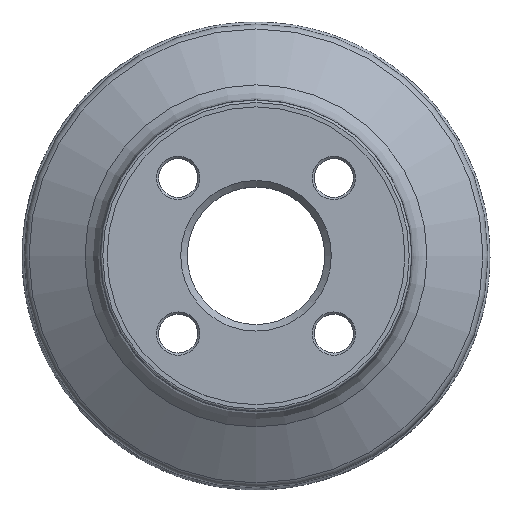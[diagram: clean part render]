
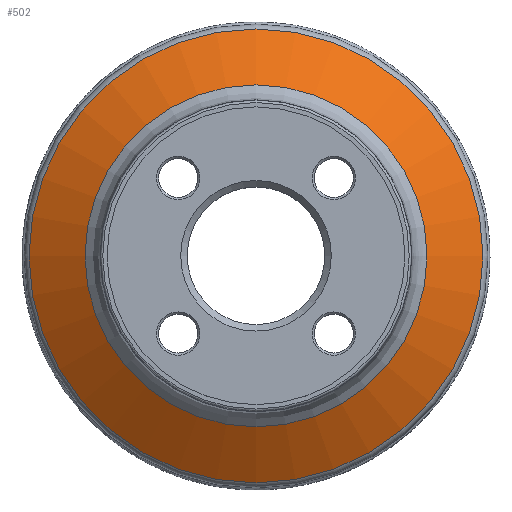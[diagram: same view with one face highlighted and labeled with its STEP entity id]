
A CAD part, top view. The second image highlights one B-rep face of the part: STEP entity #502.
In plain terms, the highlighted conical face has half-angle 57.487 degrees and reference radius 107.1 mm.
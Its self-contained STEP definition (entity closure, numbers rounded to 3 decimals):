
#102=CONICAL_SURFACE('',#993,107.1,57.487);
#158=EDGE_LOOP('',(#272));
#159=EDGE_LOOP('',(#273));
#272=ORIENTED_EDGE('',*,*,#385,.T.);
#273=ORIENTED_EDGE('',*,*,#386,.T.);
#385=EDGE_CURVE('',#685,#685,#442,.T.);
#386=EDGE_CURVE('',#686,#686,#443,.T.);
#442=CIRCLE('',#991,104.787);
#443=CIRCLE('',#992,78.938);
#502=ADVANCED_FACE('SU_5',(#570,#571),#102,.T.);
#570=FACE_BOUND('',#158,.T.);
#571=FACE_BOUND('',#159,.T.);
#685=VERTEX_POINT('',#10529);
#686=VERTEX_POINT('',#10531);
#991=AXIS2_PLACEMENT_3D('',#10528,#1184,#1185);
#992=AXIS2_PLACEMENT_3D('',#10530,#1186,#1187);
#993=AXIS2_PLACEMENT_3D('',#10532,#1188,#1189);
#1184=DIRECTION('',(0.,0.,1.));
#1185=DIRECTION('',(1.,0.,0.));
#1186=DIRECTION('',(0.,0.,-1.));
#1187=DIRECTION('',(-1.,0.,0.));
#1188=DIRECTION('',(0.,0.,-1.));
#1189=DIRECTION('',(-1.,0.,0.));
#10528=CARTESIAN_POINT('',(0.,0.,-43.783));
#10529=CARTESIAN_POINT('',(104.787,0.,-43.783));
#10530=CARTESIAN_POINT('',(0.,0.,-27.307));
#10531=CARTESIAN_POINT('',(-78.938,0.,-27.307));
#10532=CARTESIAN_POINT('',(0.,0.,-45.257));
